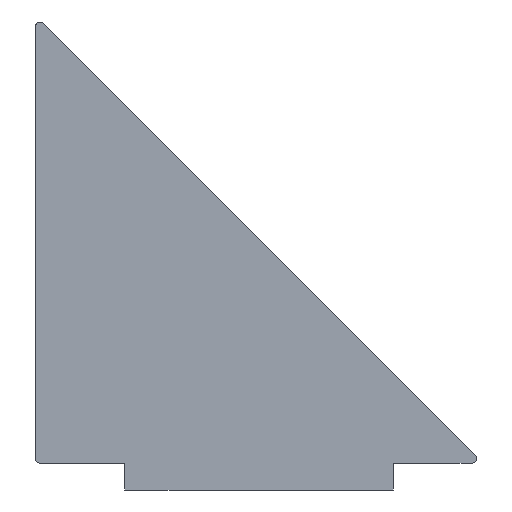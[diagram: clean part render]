
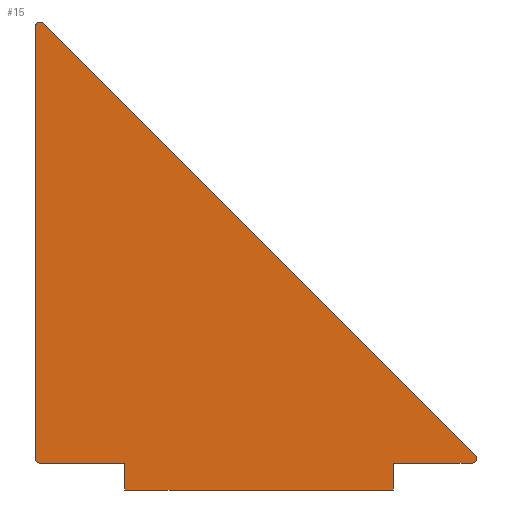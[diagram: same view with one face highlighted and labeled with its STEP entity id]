
A CAD part, front view. The second image highlights one B-rep face of the part: STEP entity #15.
In plain terms, the highlighted planar face has unit normal (0, -1, 0).
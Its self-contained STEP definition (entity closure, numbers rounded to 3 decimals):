
#15=ADVANCED_FACE('',(#27),#194,.T.);
#27=FACE_OUTER_BOUND('',#39,.T.);
#39=EDGE_LOOP('',(#51,#52,#53,#54,#55,#56,#57,#58,#59,#60));
#51=ORIENTED_EDGE('',*,*,#125,.T.);
#52=ORIENTED_EDGE('',*,*,#135,.T.);
#53=ORIENTED_EDGE('',*,*,#123,.T.);
#54=ORIENTED_EDGE('',*,*,#137,.T.);
#55=ORIENTED_EDGE('',*,*,#124,.T.);
#56=ORIENTED_EDGE('',*,*,#111,.T.);
#57=ORIENTED_EDGE('',*,*,#112,.T.);
#58=ORIENTED_EDGE('',*,*,#113,.T.);
#59=ORIENTED_EDGE('',*,*,#114,.T.);
#60=ORIENTED_EDGE('',*,*,#139,.T.);
#111=EDGE_CURVE('',#171,#172,#147,.T.);
#112=EDGE_CURVE('',#172,#173,#148,.T.);
#113=EDGE_CURVE('',#173,#174,#149,.T.);
#114=EDGE_CURVE('',#174,#182,#150,.T.);
#123=EDGE_CURVE('',#180,#179,#159,.T.);
#124=EDGE_CURVE('',#181,#171,#160,.T.);
#125=EDGE_CURVE('',#184,#183,#161,.T.);
#135=EDGE_CURVE('',#183,#180,#141,.T.);
#137=EDGE_CURVE('',#179,#181,#143,.T.);
#139=EDGE_CURVE('',#182,#184,#145,.T.);
#141=(
BOUNDED_CURVE()
B_SPLINE_CURVE(2,(#342,#343,#344),.UNSPECIFIED.,.F.,.F.)
B_SPLINE_CURVE_WITH_KNOTS((3,3),(-2.356,0.),.UNSPECIFIED.)
CURVE()
GEOMETRIC_REPRESENTATION_ITEM()
RATIONAL_B_SPLINE_CURVE((1.,0.383,1.))
REPRESENTATION_ITEM('')
);
#143=(
BOUNDED_CURVE()
B_SPLINE_CURVE(2,(#348,#349,#350),.UNSPECIFIED.,.F.,.F.)
B_SPLINE_CURVE_WITH_KNOTS((3,3),(0.,1.571),.UNSPECIFIED.)
CURVE()
GEOMETRIC_REPRESENTATION_ITEM()
RATIONAL_B_SPLINE_CURVE((1.,0.707,1.))
REPRESENTATION_ITEM('')
);
#145=(
BOUNDED_CURVE()
B_SPLINE_CURVE(2,(#354,#355,#356),.UNSPECIFIED.,.F.,.F.)
B_SPLINE_CURVE_WITH_KNOTS((3,3),(0.,2.356),.UNSPECIFIED.)
CURVE()
GEOMETRIC_REPRESENTATION_ITEM()
RATIONAL_B_SPLINE_CURVE((1.,0.383,1.))
REPRESENTATION_ITEM('')
);
#147=B_SPLINE_CURVE_WITH_KNOTS('',1,(#294,#295),.UNSPECIFIED.,.F.,.F.,(2,
2),(0.,4.),.UNSPECIFIED.);
#148=B_SPLINE_CURVE_WITH_KNOTS('',1,(#296,#297),.UNSPECIFIED.,.F.,.F.,(2,
2),(0.,60.),.UNSPECIFIED.);
#149=B_SPLINE_CURVE_WITH_KNOTS('',1,(#298,#299),.UNSPECIFIED.,.F.,.F.,(2,
2),(0.,4.),.UNSPECIFIED.);
#150=B_SPLINE_CURVE_WITH_KNOTS('',1,(#300,#301),.UNSPECIFIED.,.F.,.F.,(2,
2),(0.,17.586),.UNSPECIFIED.);
#159=B_SPLINE_CURVE_WITH_KNOTS('',1,(#318,#319),.UNSPECIFIED.,.F.,.F.,(2,
2),(2.414,99.),.UNSPECIFIED.);
#160=B_SPLINE_CURVE_WITH_KNOTS('',1,(#320,#321),.UNSPECIFIED.,.F.,.F.,(2,
2),(1.,20.),.UNSPECIFIED.);
#161=B_SPLINE_CURVE_WITH_KNOTS('',1,(#322,#323),.UNSPECIFIED.,.F.,.F.,(2,
2),(2.414,139.007),.UNSPECIFIED.);
#171=VERTEX_POINT('',#274);
#172=VERTEX_POINT('',#275);
#173=VERTEX_POINT('',#276);
#174=VERTEX_POINT('',#277);
#179=VERTEX_POINT('',#282);
#180=VERTEX_POINT('',#283);
#181=VERTEX_POINT('',#284);
#182=VERTEX_POINT('',#285);
#183=VERTEX_POINT('',#286);
#184=VERTEX_POINT('',#287);
#194=PLANE('',#223);
#223=AXIS2_PLACEMENT_3D('',#247,#235,$);
#235=DIRECTION('',(0.,-1.,0.));
#247=CARTESIAN_POINT('',(25.183,-2.62,-2226.853));
#274=CARTESIAN_POINT('',(45.183,-2.62,-2220.853));
#275=CARTESIAN_POINT('',(45.183,-2.62,-2226.853));
#276=CARTESIAN_POINT('',(105.183,-2.62,-2226.853));
#277=CARTESIAN_POINT('',(105.183,-2.62,-2220.853));
#282=CARTESIAN_POINT('',(25.183,-2.62,-2219.853));
#283=CARTESIAN_POINT('',(25.183,-2.62,-2123.267));
#284=CARTESIAN_POINT('',(26.183,-2.62,-2220.853));
#285=CARTESIAN_POINT('',(122.769,-2.62,-2220.853));
#286=CARTESIAN_POINT('',(26.891,-2.62,-2122.56));
#287=CARTESIAN_POINT('',(123.476,-2.62,-2219.146));
#294=CARTESIAN_POINT('',(45.183,-2.62,-2220.853));
#295=CARTESIAN_POINT('',(45.183,-2.62,-2226.853));
#296=CARTESIAN_POINT('',(45.183,-2.62,-2226.853));
#297=CARTESIAN_POINT('',(105.183,-2.62,-2226.853));
#298=CARTESIAN_POINT('',(105.183,-2.62,-2226.853));
#299=CARTESIAN_POINT('',(105.183,-2.62,-2220.853));
#300=CARTESIAN_POINT('',(105.183,-2.62,-2220.853));
#301=CARTESIAN_POINT('',(122.769,-2.62,-2220.853));
#318=CARTESIAN_POINT('',(25.183,-2.62,-2123.267));
#319=CARTESIAN_POINT('',(25.183,-2.62,-2219.853));
#320=CARTESIAN_POINT('',(26.183,-2.62,-2220.853));
#321=CARTESIAN_POINT('',(45.183,-2.62,-2220.853));
#322=CARTESIAN_POINT('',(123.476,-2.62,-2219.146));
#323=CARTESIAN_POINT('',(26.891,-2.62,-2122.56));
#342=CARTESIAN_POINT('',(26.891,-2.62,-2122.56));
#343=CARTESIAN_POINT('',(25.183,-2.62,-2120.853));
#344=CARTESIAN_POINT('',(25.183,-2.62,-2123.267));
#348=CARTESIAN_POINT('',(25.183,-2.62,-2219.853));
#349=CARTESIAN_POINT('',(25.183,-2.62,-2220.853));
#350=CARTESIAN_POINT('',(26.183,-2.62,-2220.853));
#354=CARTESIAN_POINT('',(122.769,-2.62,-2220.853));
#355=CARTESIAN_POINT('',(125.183,-2.62,-2220.853));
#356=CARTESIAN_POINT('',(123.476,-2.62,-2219.146));
